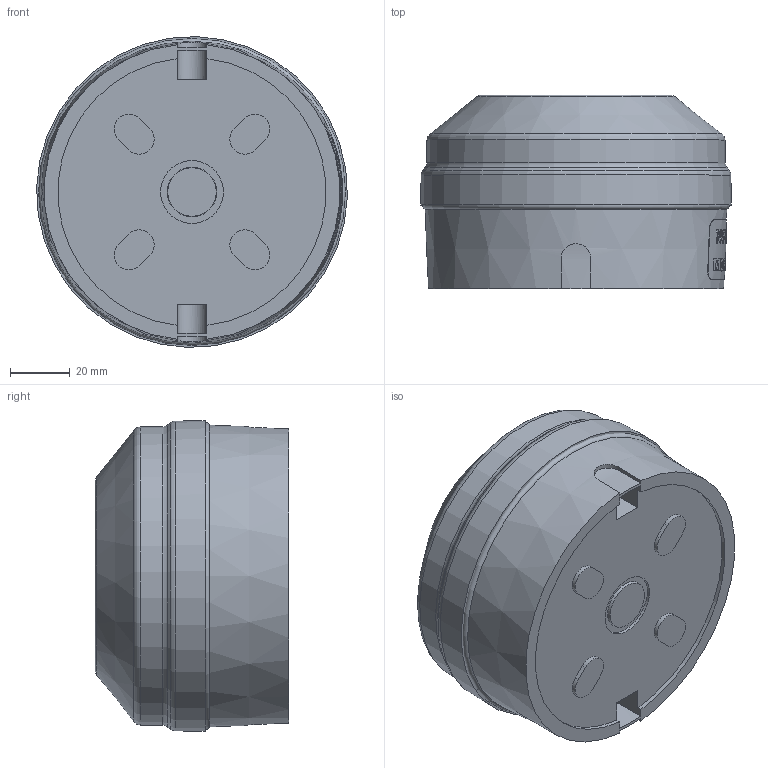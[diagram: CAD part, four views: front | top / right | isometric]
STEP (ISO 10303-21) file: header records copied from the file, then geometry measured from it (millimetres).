
FILE_DESCRIPTION (( 'STEP AP214' ), '1' );
FILE_NAME ('Moflash 195 Series SB.STEP', '2016-03-14T11:25:50', ( '' ), ( '' ), 'SwSTEP 2.0', 'SolidWorks 2015', '' );
FILE_SCHEMA (( 'AUTOMOTIVE_DESIGN' ));
Length unit declared in the file: millimetre
Products named in the file (1): Moflash 195 Series SB
Bounding box: 103.96 x 64.75 x 103.96 mm (x, y, z)
Volume: 96955.7 mm3; surface area: 78823.3 mm2
Topology: 3 solids, 3 shells, 834 faces, 2302 edges, 1527 vertices
Faces by surface type: plane 435, bspline 141, torus 131, cone 86, cylinder 41
Full cylindrical faces by diameter (mm): 21 x2, 98 x1
Entity records: 43450 total; most frequent: CARTESIAN_POINT 15352, ORIENTED_EDGE 4384, DIRECTION 3048, EDGE_CURVE 2192, VERTEX_POINT 1486, AXIS2_PLACEMENT_3D 1070, EDGE_LOOP 956, VECTOR 908
